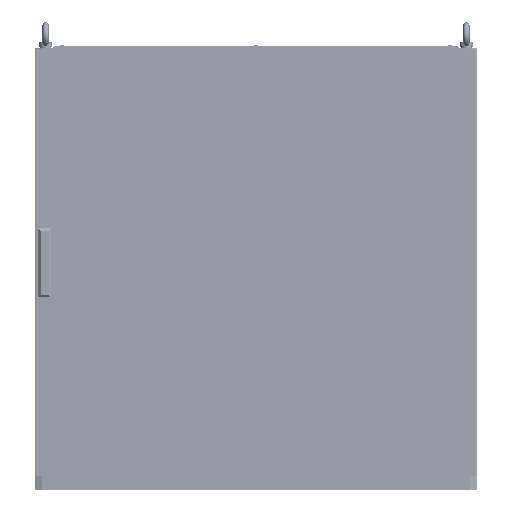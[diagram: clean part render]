
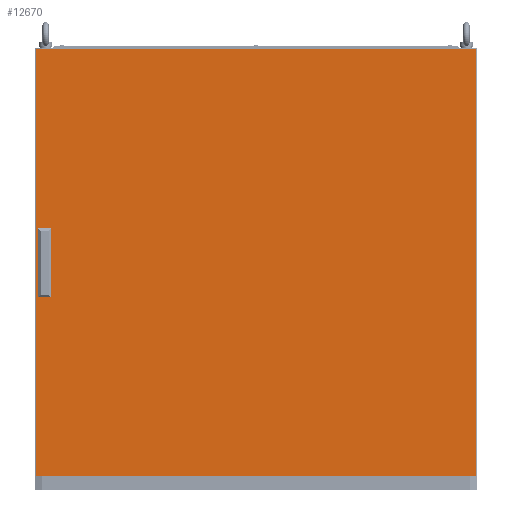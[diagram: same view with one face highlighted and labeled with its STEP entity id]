
A CAD part, top view. The second image highlights one B-rep face of the part: STEP entity #12670.
In plain terms, the highlighted planar face has unit normal (0, 0, 1).
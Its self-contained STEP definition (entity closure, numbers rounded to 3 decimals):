
#4089 = CARTESIAN_POINT ( 'NONE',  ( -497., 497., 0. ) ) ;
#4957 = ORIENTED_EDGE ( 'NONE', *, *, #120327, .F. ) ;
#8470 = ORIENTED_EDGE ( 'NONE', *, *, #215286, .T. ) ;
#10228 = CARTESIAN_POINT ( 'NONE',  ( 497., 497., 0. ) ) ;
#10515 = VERTEX_POINT ( 'NONE', #24163 ) ;
#10596 = VECTOR ( 'NONE', #238843, 1000. ) ;
#12050 = VECTOR ( 'NONE', #109339, 1000. ) ;
#12670 = ADVANCED_FACE ( 'NONE', ( #34432, #186469, #189012 ), #129530, .T. ) ;
#13637 = VERTEX_POINT ( 'NONE', #242220 ) ;
#15675 = VECTOR ( 'NONE', #29278, 1000. ) ;
#17640 = EDGE_CURVE ( 'NONE', #223743, #105089, #126623, .T. ) ;
#21892 = ORIENTED_EDGE ( 'NONE', *, *, #87702, .F. ) ;
#23150 = DIRECTION ( 'NONE',  ( -1., 0., 0. ) ) ;
#24056 = CARTESIAN_POINT ( 'NONE',  ( -497., -470., 0. ) ) ;
#24163 = CARTESIAN_POINT ( 'NONE',  ( -497., 497., 0. ) ) ;
#24961 = LINE ( 'NONE', #198504, #194286 ) ;
#29278 = DIRECTION ( 'NONE',  ( 0., 1., 0. ) ) ;
#31304 = DIRECTION ( 'NONE',  ( 0., -1., 0. ) ) ;
#33179 = DIRECTION ( 'NONE',  ( 0., 0., 1. ) ) ;
#34432 = FACE_BOUND ( 'NONE', #118576, .T. ) ;
#40393 = ORIENTED_EDGE ( 'NONE', *, *, #17640, .F. ) ;
#51010 = LINE ( 'NONE', #247342, #12050 ) ;
#57511 = ORIENTED_EDGE ( 'NONE', *, *, #162909, .T. ) ;
#61757 = VECTOR ( 'NONE', #108000, 1000. ) ;
#66378 = VERTEX_POINT ( 'NONE', #181839 ) ;
#69828 = CARTESIAN_POINT ( 'NONE',  ( -490.7, -61.5, 0. ) ) ;
#70863 = CARTESIAN_POINT ( 'NONE',  ( -465.7, 88.5, 0. ) ) ;
#72215 = VERTEX_POINT ( 'NONE', #113978 ) ;
#72423 = CARTESIAN_POINT ( 'NONE',  ( -465.7, -61.5, 0. ) ) ;
#74538 = VECTOR ( 'NONE', #173935, 1000. ) ;
#80913 = CARTESIAN_POINT ( 'NONE',  ( 497., -470., 0. ) ) ;
#85285 = LINE ( 'NONE', #238560, #205645 ) ;
#87702 = EDGE_CURVE ( 'NONE', #213482, #115323, #245418, .T. ) ;
#91567 = DIRECTION ( 'NONE',  ( 1., 0., 0. ) ) ;
#94202 = LINE ( 'NONE', #194150, #74538 ) ;
#98382 = LINE ( 'NONE', #123580, #10596 ) ;
#105089 = VERTEX_POINT ( 'NONE', #183715 ) ;
#105489 = LINE ( 'NONE', #72423, #61757 ) ;
#107008 = AXIS2_PLACEMENT_3D ( 'NONE', #132026, #33179, #91567 ) ;
#108000 = DIRECTION ( 'NONE',  ( 1., 0., 0. ) ) ;
#108083 = VECTOR ( 'NONE', #185775, 1000. ) ;
#109339 = DIRECTION ( 'NONE',  ( 1., 0., 0. ) ) ;
#113978 = CARTESIAN_POINT ( 'NONE',  ( 497., 497., 0. ) ) ;
#114065 = VERTEX_POINT ( 'NONE', #203614 ) ;
#115053 = EDGE_CURVE ( 'NONE', #127291, #72215, #201618, .T. ) ;
#115323 = VERTEX_POINT ( 'NONE', #69828 ) ;
#117549 = EDGE_CURVE ( 'NONE', #115323, #114065, #105489, .T. ) ;
#118576 = EDGE_LOOP ( 'NONE', ( #4957, #40393, #154537, #173317 ) ) ;
#120327 = EDGE_CURVE ( 'NONE', #105089, #209493, #98382, .T. ) ;
#123580 = CARTESIAN_POINT ( 'NONE',  ( -490.7, 38.5, 0. ) ) ;
#126316 = CARTESIAN_POINT ( 'NONE',  ( -465.7, -11.5, 0. ) ) ;
#126623 = LINE ( 'NONE', #70863, #244352 ) ;
#127291 = VERTEX_POINT ( 'NONE', #80913 ) ;
#129530 = PLANE ( 'NONE',  #107008 ) ;
#131755 = DIRECTION ( 'NONE',  ( 1., 0., 0. ) ) ;
#132026 = CARTESIAN_POINT ( 'NONE',  ( 0., 0., 0. ) ) ;
#132983 = CARTESIAN_POINT ( 'NONE',  ( -497., -470., 0. ) ) ;
#139053 = DIRECTION ( 'NONE',  ( 0., 1., 0. ) ) ;
#139243 = EDGE_CURVE ( 'NONE', #209493, #13637, #51010, .T. ) ;
#147529 = EDGE_CURVE ( 'NONE', #66378, #213482, #222579, .T. ) ;
#147890 = CARTESIAN_POINT ( 'NONE',  ( -490.7, -61.5, 0. ) ) ;
#148970 = EDGE_CURVE ( 'NONE', #13637, #223743, #85285, .T. ) ;
#149116 = ORIENTED_EDGE ( 'NONE', *, *, #154160, .F. ) ;
#154160 = EDGE_CURVE ( 'NONE', #114065, #66378, #24961, .T. ) ;
#154537 = ORIENTED_EDGE ( 'NONE', *, *, #148970, .F. ) ;
#160447 = CARTESIAN_POINT ( 'NONE',  ( -490.7, 38.5, 0. ) ) ;
#162909 = EDGE_CURVE ( 'NONE', #183120, #127291, #248300, .T. ) ;
#173317 = ORIENTED_EDGE ( 'NONE', *, *, #139243, .F. ) ;
#173917 = VECTOR ( 'NONE', #131755, 1000. ) ;
#173935 = DIRECTION ( 'NONE',  ( 0., -1., 0. ) ) ;
#176877 = EDGE_LOOP ( 'NONE', ( #21892, #231161, #149116, #249377 ) ) ;
#180178 = ORIENTED_EDGE ( 'NONE', *, *, #115053, .T. ) ;
#181839 = CARTESIAN_POINT ( 'NONE',  ( -465.7, -11.5, 0. ) ) ;
#183120 = VERTEX_POINT ( 'NONE', #24056 ) ;
#183715 = CARTESIAN_POINT ( 'NONE',  ( -490.7, 88.5, 0. ) ) ;
#185775 = DIRECTION ( 'NONE',  ( -1., 0., 0. ) ) ;
#186469 = FACE_BOUND ( 'NONE', #176877, .T. ) ;
#188387 = CARTESIAN_POINT ( 'NONE',  ( -465.7, 88.5, 0. ) ) ;
#189012 = FACE_OUTER_BOUND ( 'NONE', #236138, .T. ) ;
#193413 = ORIENTED_EDGE ( 'NONE', *, *, #194969, .T. ) ;
#194150 = CARTESIAN_POINT ( 'NONE',  ( -497., 497., 0. ) ) ;
#194286 = VECTOR ( 'NONE', #139053, 1000. ) ;
#194969 = EDGE_CURVE ( 'NONE', #10515, #183120, #94202, .T. ) ;
#198012 = DIRECTION ( 'NONE',  ( 0., 1., 0. ) ) ;
#198504 = CARTESIAN_POINT ( 'NONE',  ( -465.7, -61.5, 0. ) ) ;
#201618 = LINE ( 'NONE', #10228, #15675 ) ;
#203614 = CARTESIAN_POINT ( 'NONE',  ( -465.7, -61.5, 0. ) ) ;
#205645 = VECTOR ( 'NONE', #198012, 1000. ) ;
#209493 = VERTEX_POINT ( 'NONE', #160447 ) ;
#213482 = VERTEX_POINT ( 'NONE', #220340 ) ;
#215286 = EDGE_CURVE ( 'NONE', #72215, #10515, #229754, .T. ) ;
#220340 = CARTESIAN_POINT ( 'NONE',  ( -490.7, -11.5, 0. ) ) ;
#221379 = VECTOR ( 'NONE', #31304, 1000. ) ;
#222579 = LINE ( 'NONE', #126316, #108083 ) ;
#223743 = VERTEX_POINT ( 'NONE', #188387 ) ;
#225393 = DIRECTION ( 'NONE',  ( -1., 0., 0. ) ) ;
#229754 = LINE ( 'NONE', #4089, #243814 ) ;
#231161 = ORIENTED_EDGE ( 'NONE', *, *, #147529, .F. ) ;
#236138 = EDGE_LOOP ( 'NONE', ( #193413, #57511, #180178, #8470 ) ) ;
#238560 = CARTESIAN_POINT ( 'NONE',  ( -465.7, 38.5, 0. ) ) ;
#238843 = DIRECTION ( 'NONE',  ( 0., -1., 0. ) ) ;
#242220 = CARTESIAN_POINT ( 'NONE',  ( -465.7, 38.5, 0. ) ) ;
#243814 = VECTOR ( 'NONE', #23150, 1000. ) ;
#244352 = VECTOR ( 'NONE', #225393, 1000. ) ;
#245418 = LINE ( 'NONE', #147890, #221379 ) ;
#247342 = CARTESIAN_POINT ( 'NONE',  ( -465.7, 38.5, 0. ) ) ;
#248300 = LINE ( 'NONE', #132983, #173917 ) ;
#249377 = ORIENTED_EDGE ( 'NONE', *, *, #117549, .F. ) ;
